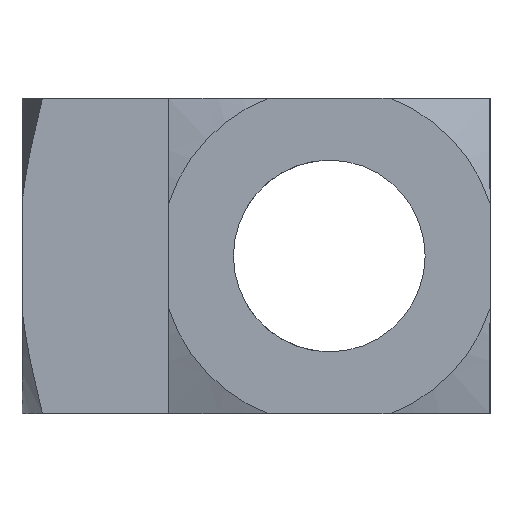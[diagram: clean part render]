
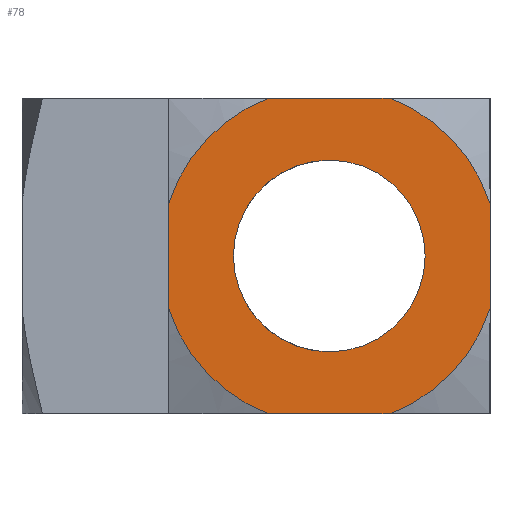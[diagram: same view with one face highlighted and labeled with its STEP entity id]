
A CAD part, left-side view. The second image highlights one B-rep face of the part: STEP entity #78.
In plain terms, the highlighted planar face has unit normal (-1, 0, 0).
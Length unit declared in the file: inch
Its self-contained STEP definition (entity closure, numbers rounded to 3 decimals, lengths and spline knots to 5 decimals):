
#33 = DIRECTION ( 'NONE',  ( 0., 0., -1. ) ) ;
#59 = CIRCLE ( 'NONE', #963, 0.17 ) ;
#60 = DIRECTION ( 'NONE',  ( -1., 0., 0. ) ) ;
#78 = ADVANCED_FACE ( 'NONE', ( #848, #823 ), #1039, .F. ) ;
#84 = EDGE_CURVE ( 'NONE', #869, #191, #794, .T. ) ;
#102 = CIRCLE ( 'NONE', #914, 0.3 ) ;
#105 = ORIENTED_EDGE ( 'NONE', *, *, #991, .F. ) ;
#111 = ORIENTED_EDGE ( 'NONE', *, *, #713, .F. ) ;
#112 = CARTESIAN_POINT ( 'NONE',  ( -0.55, 0.285, 0.56 ) ) ;
#133 = CARTESIAN_POINT ( 'NONE',  ( -0.55, -0.285, 0.56 ) ) ;
#168 = EDGE_CURVE ( 'NONE', #844, #1193, #784, .T. ) ;
#177 = CARTESIAN_POINT ( 'NONE',  ( -0.55, 0., 0.28 ) ) ;
#185 = VECTOR ( 'NONE', #33, 39.37008 ) ;
#191 = VERTEX_POINT ( 'NONE', #304 ) ;
#200 = ORIENTED_EDGE ( 'NONE', *, *, #771, .F. ) ;
#208 = CARTESIAN_POINT ( 'NONE',  ( -0.55, -0.1077, 0.56 ) ) ;
#209 = DIRECTION ( 'NONE',  ( -1., 0., 0. ) ) ;
#215 = VERTEX_POINT ( 'NONE', #422 ) ;
#252 = LINE ( 'NONE', #133, #185 ) ;
#269 = DIRECTION ( 'NONE',  ( 0., 0., -1. ) ) ;
#282 = CARTESIAN_POINT ( 'NONE',  ( -0.55, 0.1077, 0. ) ) ;
#304 = CARTESIAN_POINT ( 'NONE',  ( -0.55, -0.285, 0.37367 ) ) ;
#325 = VECTOR ( 'NONE', #972, 39.37008 ) ;
#328 = CARTESIAN_POINT ( 'NONE',  ( -0.55, 0.285, 0.37367 ) ) ;
#330 = ORIENTED_EDGE ( 'NONE', *, *, #168, .F. ) ;
#337 = EDGE_CURVE ( 'NONE', #596, #215, #528, .T. ) ;
#355 = DIRECTION ( 'NONE',  ( 1., 0., 0. ) ) ;
#396 = ORIENTED_EDGE ( 'NONE', *, *, #337, .F. ) ;
#404 = EDGE_CURVE ( 'NONE', #844, #453, #503, .T. ) ;
#422 = CARTESIAN_POINT ( 'NONE',  ( -0.55, 0., 0.45 ) ) ;
#424 = EDGE_LOOP ( 'NONE', ( #111, #396 ) ) ;
#428 = VERTEX_POINT ( 'NONE', #498 ) ;
#434 = LINE ( 'NONE', #112, #325 ) ;
#453 = VERTEX_POINT ( 'NONE', #975 ) ;
#455 = DIRECTION ( 'NONE',  ( 0., 0., -1. ) ) ;
#465 = DIRECTION ( 'NONE',  ( 0., 0., -1. ) ) ;
#489 = DIRECTION ( 'NONE',  ( 0., 0., 1. ) ) ;
#498 = CARTESIAN_POINT ( 'NONE',  ( -0.55, -0.285, 0.18633 ) ) ;
#499 = DIRECTION ( 'NONE',  ( 0., 0., -1. ) ) ;
#503 = LINE ( 'NONE', #593, #509 ) ;
#507 = CARTESIAN_POINT ( 'NONE',  ( -0.55, 0.1077, 0.56 ) ) ;
#509 = VECTOR ( 'NONE', #522, 39.37008 ) ;
#522 = DIRECTION ( 'NONE',  ( 0., -1., 0. ) ) ;
#528 = CIRCLE ( 'NONE', #544, 0.17 ) ;
#544 = AXIS2_PLACEMENT_3D ( 'NONE', #721, #209, #489 ) ;
#554 = DIRECTION ( 'NONE',  ( 1., 0., 0. ) ) ;
#593 = CARTESIAN_POINT ( 'NONE',  ( -0.55, 0.285, 0. ) ) ;
#596 = VERTEX_POINT ( 'NONE', #720 ) ;
#607 = ORIENTED_EDGE ( 'NONE', *, *, #688, .F. ) ;
#641 = CARTESIAN_POINT ( 'NONE',  ( -0.55, 0., 0.28 ) ) ;
#644 = CARTESIAN_POINT ( 'NONE',  ( -0.55, 0., 0.28 ) ) ;
#661 = CARTESIAN_POINT ( 'NONE',  ( -0.55, 0.285, 0.18633 ) ) ;
#688 = EDGE_CURVE ( 'NONE', #428, #453, #102, .T. ) ;
#693 = ORIENTED_EDGE ( 'NONE', *, *, #1058, .T. ) ;
#713 = EDGE_CURVE ( 'NONE', #215, #596, #59, .T. ) ;
#720 = CARTESIAN_POINT ( 'NONE',  ( -0.55, 0., 0.11 ) ) ;
#721 = CARTESIAN_POINT ( 'NONE',  ( -0.55, 0., 0.28 ) ) ;
#736 = DIRECTION ( 'NONE',  ( 0., 0., 1. ) ) ;
#771 = EDGE_CURVE ( 'NONE', #986, #928, #976, .T. ) ;
#782 = DIRECTION ( 'NONE',  ( 1., 0., 0. ) ) ;
#784 = CIRCLE ( 'NONE', #1055, 0.3 ) ;
#794 = CIRCLE ( 'NONE', #899, 0.3 ) ;
#817 = CARTESIAN_POINT ( 'NONE',  ( -0.55, 0.285, 0.56 ) ) ;
#823 = FACE_OUTER_BOUND ( 'NONE', #1104, .T. ) ;
#844 = VERTEX_POINT ( 'NONE', #282 ) ;
#847 = DIRECTION ( 'NONE',  ( 1., 0., 0. ) ) ;
#848 = FACE_BOUND ( 'NONE', #424, .T. ) ;
#868 = VECTOR ( 'NONE', #455, 39.37008 ) ;
#869 = VERTEX_POINT ( 'NONE', #208 ) ;
#871 = ORIENTED_EDGE ( 'NONE', *, *, #84, .F. ) ;
#894 = DIRECTION ( 'NONE',  ( 0., 0., -1. ) ) ;
#899 = AXIS2_PLACEMENT_3D ( 'NONE', #1053, #974, #894 ) ;
#905 = LINE ( 'NONE', #817, #868 ) ;
#914 = AXIS2_PLACEMENT_3D ( 'NONE', #932, #355, #1004 ) ;
#928 = VERTEX_POINT ( 'NONE', #507 ) ;
#932 = CARTESIAN_POINT ( 'NONE',  ( -0.55, 0., 0.28 ) ) ;
#942 = EDGE_CURVE ( 'NONE', #928, #869, #434, .T. ) ;
#957 = AXIS2_PLACEMENT_3D ( 'NONE', #1140, #782, #499 ) ;
#963 = AXIS2_PLACEMENT_3D ( 'NONE', #641, #60, #736 ) ;
#972 = DIRECTION ( 'NONE',  ( 0., -1., 0. ) ) ;
#974 = DIRECTION ( 'NONE',  ( 1., 0., 0. ) ) ;
#975 = CARTESIAN_POINT ( 'NONE',  ( -0.55, -0.1077, 0. ) ) ;
#976 = CIRCLE ( 'NONE', #1015, 0.3 ) ;
#986 = VERTEX_POINT ( 'NONE', #328 ) ;
#991 = EDGE_CURVE ( 'NONE', #191, #428, #252, .T. ) ;
#1004 = DIRECTION ( 'NONE',  ( 0., 0., -1. ) ) ;
#1015 = AXIS2_PLACEMENT_3D ( 'NONE', #177, #847, #269 ) ;
#1031 = ORIENTED_EDGE ( 'NONE', *, *, #942, .F. ) ;
#1039 = PLANE ( 'NONE',  #957 ) ;
#1053 = CARTESIAN_POINT ( 'NONE',  ( -0.55, 0., 0.28 ) ) ;
#1055 = AXIS2_PLACEMENT_3D ( 'NONE', #644, #554, #465 ) ;
#1058 = EDGE_CURVE ( 'NONE', #986, #1193, #905, .T. ) ;
#1104 = EDGE_LOOP ( 'NONE', ( #1116, #607, #105, #871, #1031, #200, #693, #330 ) ) ;
#1116 = ORIENTED_EDGE ( 'NONE', *, *, #404, .T. ) ;
#1140 = CARTESIAN_POINT ( 'NONE',  ( -0.55, 0.285, 0.56 ) ) ;
#1193 = VERTEX_POINT ( 'NONE', #661 ) ;
